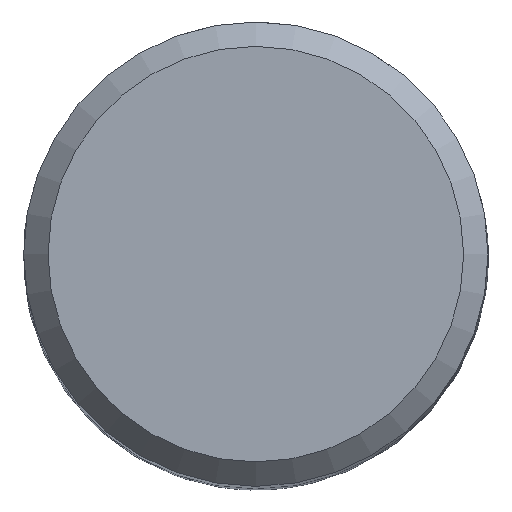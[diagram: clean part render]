
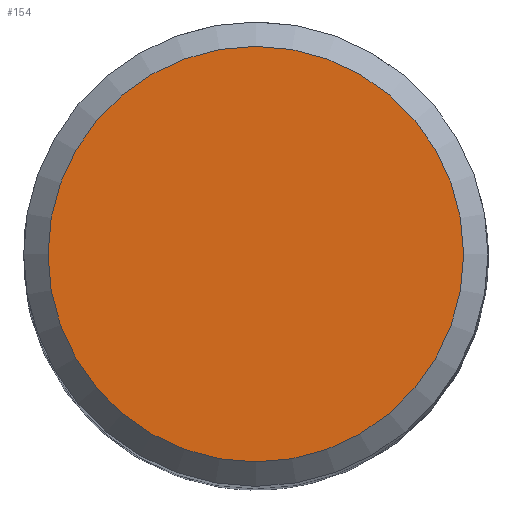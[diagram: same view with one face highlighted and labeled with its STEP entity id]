
A CAD part, top view. The second image highlights one B-rep face of the part: STEP entity #154.
In plain terms, the highlighted planar face has unit normal (0, 0, 1).
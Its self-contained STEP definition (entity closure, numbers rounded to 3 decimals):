
#120=FACE_OUTER_BOUND('',#234,.T.);
#126=PLANE('',#475);
#154=ADVANCED_FACE('CU_SU3',(#120),#126,.T.);
#234=EDGE_LOOP('',(#276));
#276=ORIENTED_EDGE('',*,*,#334,.F.);
#310=VERTEX_POINT('',#667);
#334=EDGE_CURVE('',#310,#310,#359,.T.);
#359=CIRCLE('',#474,8.522);
#474=AXIS2_PLACEMENT_3D('',#666,#570,#571);
#475=AXIS2_PLACEMENT_3D('',#668,#572,#573);
#570=DIRECTION('',(0.,0.,-1.));
#571=DIRECTION('',(-1.,0.,0.));
#572=DIRECTION('',(0.,0.,1.));
#573=DIRECTION('',(1.,0.,0.));
#666=CARTESIAN_POINT('',(0.,0.,0.));
#667=CARTESIAN_POINT('',(-8.522,0.,0.));
#668=CARTESIAN_POINT('',(0.,8.522,0.));
